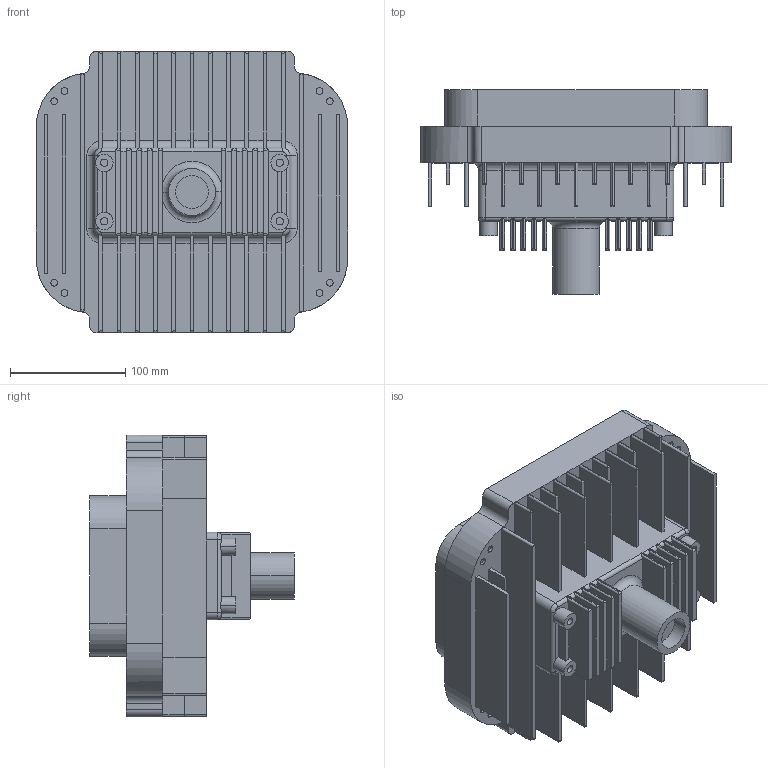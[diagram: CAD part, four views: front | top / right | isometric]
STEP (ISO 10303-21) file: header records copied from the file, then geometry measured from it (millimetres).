
FILE_DESCRIPTION((''),'2;1');
FILE_NAME('AREALIGHT_POLY','2017-07-28T',('mirabem'),(''),'PRO/ENGINEER BY PARAMETRIC TECHNOLOGY CORPORATION, 2014000','PRO/ENGINEER BY PARAMETRIC TECHNOLOGY CORPORATION, 2014000','');
FILE_SCHEMA(('CONFIG_CONTROL_DESIGN'));
Length unit declared in the file: inch
Products named in the file (1): AREALIGHT_POLY
Bounding box: 270.51 x 177.8 x 245.11 mm (x, y, z)
Volume: 4014798.1 mm3; surface area: 415720.3 mm2
Topology: 1 solids, 1 shells, 446 faces, 1137 edges, 711 vertices
Faces by surface type: cylinder 233, plane 202, torus 7, bspline 4
Entity records: 14182 total; most frequent: CARTESIAN_POINT 3507, ORIENTED_EDGE 2274, DIRECTION 2135, EDGE_CURVE 1137, AXIS2_PLACEMENT_3D 718, VERTEX_POINT 711, VECTOR 699, LINE 699
